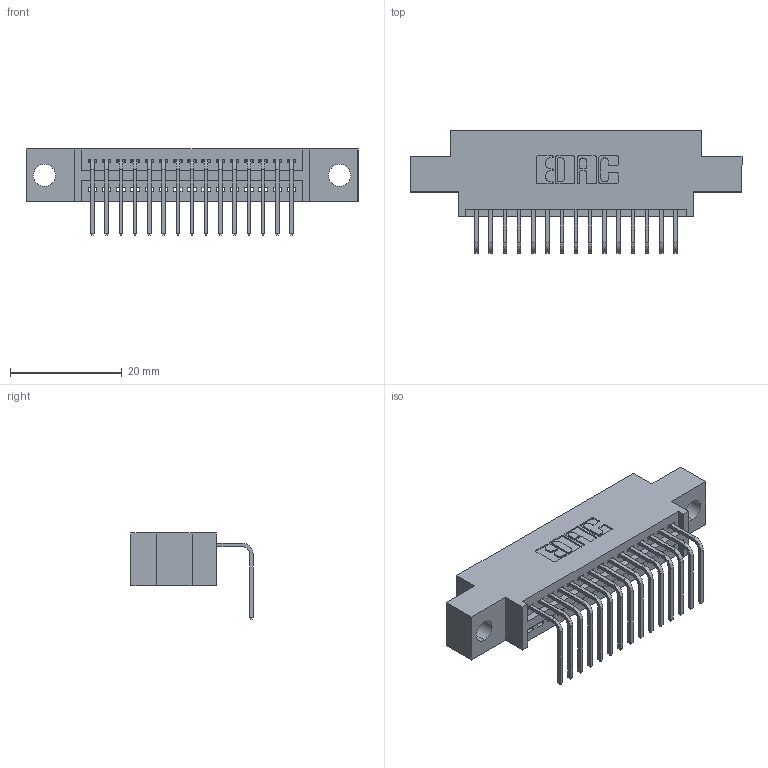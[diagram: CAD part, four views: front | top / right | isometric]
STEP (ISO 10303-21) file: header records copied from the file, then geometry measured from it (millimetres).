
FILE_DESCRIPTION (( 'STEP AP203' ), '1' );
FILE_NAME ('345-015-558-604.STEP', '2021-06-01T16:19:20', ( '' ), ( '' ), 'SwSTEP 2.0', 'SolidWorks 2020', '' );
FILE_SCHEMA (( 'CONFIG_CONTROL_DESIGN' ));
Length unit declared in the file: inch
Products named in the file (3): 345-292-001_558 Tail - 2; 345 Part_0.170 Offset - 0.156 Dia-TI; 345-015-558-604
Assembly tree (16 placements, depth 2):
  345-015-558-604
    345 Part_0.170 Offset - 0.156 Dia-TI
    345-292-001_558 Tail - 2  x15
Bounding box: 59.31 x 21.83 x 15.37 mm (x, y, z)
Volume: 5242.7 mm3; surface area: 6862.8 mm2
Topology: 16 solids, 16 shells, 1044 faces, 3119 edges, 2058 vertices
Faces by surface type: plane 728, cylinder 316
Entity records: 15559 total; most frequent: CARTESIAN_POINT 2707, ORIENTED_EDGE 2654, DIRECTION 2401, EDGE_CURVE 1327, VECTOR 1135, LINE 1135, VERTEX_POINT 882, AXIS2_PLACEMENT_3D 633
